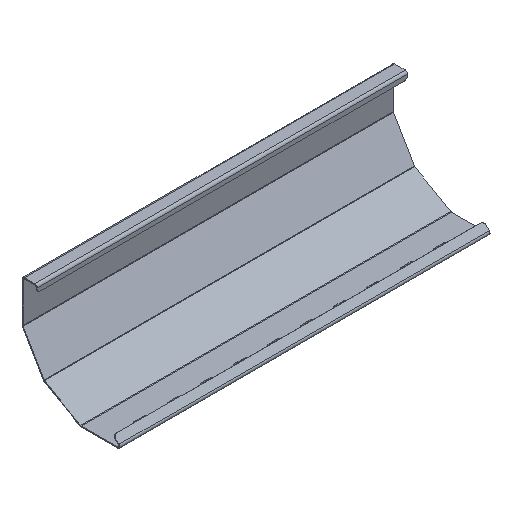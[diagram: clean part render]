
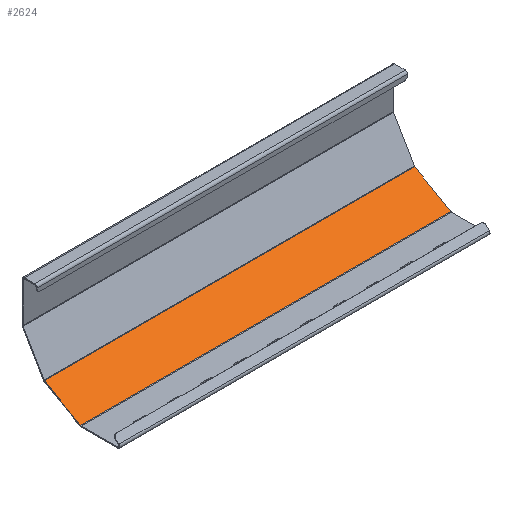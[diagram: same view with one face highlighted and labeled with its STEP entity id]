
A CAD part, isometric view. The second image highlights one B-rep face of the part: STEP entity #2624.
In plain terms, the highlighted planar face has unit normal (0, -0.5, 0.866).
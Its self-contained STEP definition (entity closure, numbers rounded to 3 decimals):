
#167 = DIRECTION ( 'NONE',  ( -1., 0., 0. ) ) ;
#223 = ORIENTED_EDGE ( 'NONE', *, *, #2648, .T. ) ;
#366 = DIRECTION ( 'NONE',  ( 0., -0.866, -0.5 ) ) ;
#391 = ORIENTED_EDGE ( 'NONE', *, *, #1529, .T. ) ;
#398 = AXIS2_PLACEMENT_3D ( 'NONE', #2619, #1001, #1268 ) ;
#683 = VERTEX_POINT ( 'NONE', #2325 ) ;
#711 = CARTESIAN_POINT ( 'NONE',  ( 550., -86.938, -148.232 ) ) ;
#775 = DIRECTION ( 'NONE',  ( -1., 0., 0. ) ) ;
#1001 = DIRECTION ( 'NONE',  ( 0., 0.5, -0.866 ) ) ;
#1262 = ORIENTED_EDGE ( 'NONE', *, *, #3735, .F. ) ;
#1268 = DIRECTION ( 'NONE',  ( 0., 0.866, 0.5 ) ) ;
#1526 = LINE ( 'NONE', #4230, #2351 ) ;
#1529 = EDGE_CURVE ( 'NONE', #3596, #683, #2671, .T. ) ;
#1684 = ORIENTED_EDGE ( 'NONE', *, *, #1838, .F. ) ;
#1720 = CARTESIAN_POINT ( 'NONE',  ( 0., -32.594, -116.857 ) ) ;
#1838 = EDGE_CURVE ( 'NONE', #2377, #683, #1526, .T. ) ;
#1966 = VECTOR ( 'NONE', #3568, 1000. ) ;
#2290 = CARTESIAN_POINT ( 'NONE',  ( 550., -33.406, -117.326 ) ) ;
#2325 = CARTESIAN_POINT ( 'NONE',  ( 0., -86.938, -148.232 ) ) ;
#2351 = VECTOR ( 'NONE', #167, 1000. ) ;
#2377 = VERTEX_POINT ( 'NONE', #711 ) ;
#2383 = CARTESIAN_POINT ( 'NONE',  ( 550., -33.406, -117.326 ) ) ;
#2385 = LINE ( 'NONE', #3721, #1966 ) ;
#2420 = LINE ( 'NONE', #2383, #4050 ) ;
#2566 = VERTEX_POINT ( 'NONE', #2290 ) ;
#2619 = CARTESIAN_POINT ( 'NONE',  ( 550., -32.594, -116.857 ) ) ;
#2624 = ADVANCED_FACE ( 'NONE', ( #2973 ), #4314, .F. ) ;
#2648 = EDGE_CURVE ( 'NONE', #2566, #3596, #2420, .T. ) ;
#2671 = LINE ( 'NONE', #1720, #2682 ) ;
#2682 = VECTOR ( 'NONE', #366, 1000. ) ;
#2973 = FACE_OUTER_BOUND ( 'NONE', #3776, .T. ) ;
#3568 = DIRECTION ( 'NONE',  ( 0., -0.866, -0.5 ) ) ;
#3596 = VERTEX_POINT ( 'NONE', #3986 ) ;
#3721 = CARTESIAN_POINT ( 'NONE',  ( 550., -32.594, -116.857 ) ) ;
#3735 = EDGE_CURVE ( 'NONE', #2566, #2377, #2385, .T. ) ;
#3776 = EDGE_LOOP ( 'NONE', ( #391, #1684, #1262, #223 ) ) ;
#3986 = CARTESIAN_POINT ( 'NONE',  ( 0., -33.406, -117.326 ) ) ;
#4050 = VECTOR ( 'NONE', #775, 1000. ) ;
#4230 = CARTESIAN_POINT ( 'NONE',  ( 550., -86.938, -148.232 ) ) ;
#4314 = PLANE ( 'NONE',  #398 ) ;
